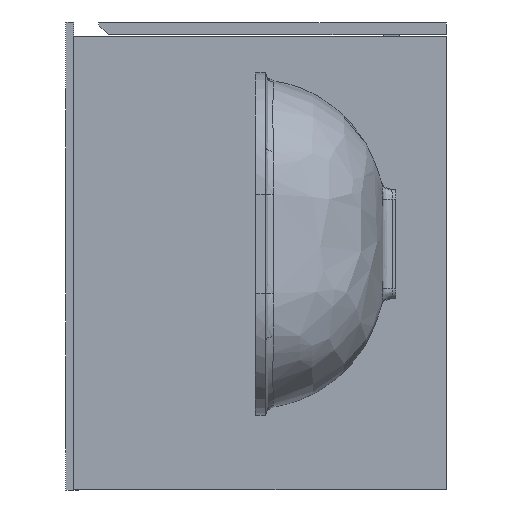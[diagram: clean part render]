
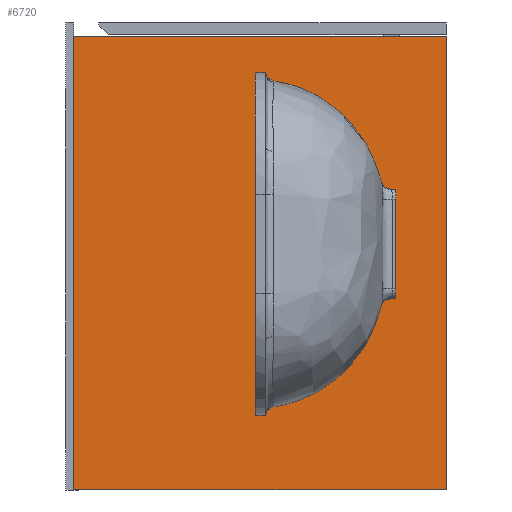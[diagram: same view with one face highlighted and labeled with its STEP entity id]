
A CAD part, left-side view. The second image highlights one B-rep face of the part: STEP entity #6720.
In plain terms, the highlighted planar face has unit normal (-1, 0, 0).
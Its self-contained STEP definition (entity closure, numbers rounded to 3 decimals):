
#2860 = EDGE_LOOP ( 'NONE', ( #27742, #4871, #16446, #18009 ) ) ;
#4871 = ORIENTED_EDGE ( 'NONE', *, *, #19814, .T. ) ;
#5432 = VECTOR ( 'NONE', #8116, 1000. ) ;
#6183 = VERTEX_POINT ( 'NONE', #11263 ) ;
#6398 = LINE ( 'NONE', #15559, #27519 ) ;
#6500 = LINE ( 'NONE', #15654, #18788 ) ;
#6720 = ADVANCED_FACE ( 'NONE', ( #17931 ), #17808, .F. ) ;
#8116 = DIRECTION ( 'NONE',  ( 0., 0., 1. ) ) ;
#9932 = LINE ( 'NONE', #19146, #21742 ) ;
#11263 = CARTESIAN_POINT ( 'NONE',  ( 2., 0., -15. ) ) ;
#12439 = EDGE_CURVE ( 'NONE', #28311, #6183, #6398, .T. ) ;
#13605 = CARTESIAN_POINT ( 'NONE',  ( 2., 0., -470. ) ) ;
#15559 = CARTESIAN_POINT ( 'NONE',  ( 2., 829.397, -15. ) ) ;
#15654 = CARTESIAN_POINT ( 'NONE',  ( 2., 829.397, -470. ) ) ;
#16446 = ORIENTED_EDGE ( 'NONE', *, *, #29819, .T. ) ;
#17769 = DIRECTION ( 'NONE',  ( 1., 0., 0. ) ) ;
#17799 = DIRECTION ( 'NONE',  ( 0., 0., -1. ) ) ;
#17808 = PLANE ( 'NONE',  #22693 ) ;
#17848 = CARTESIAN_POINT ( 'NONE',  ( 2., 829.397, -470. ) ) ;
#17931 = FACE_OUTER_BOUND ( 'NONE', #2860, .T. ) ;
#18009 = ORIENTED_EDGE ( 'NONE', *, *, #12439, .F. ) ;
#18573 = VERTEX_POINT ( 'NONE', #13605 ) ;
#18647 = CARTESIAN_POINT ( 'NONE',  ( 2., 374., -470. ) ) ;
#18788 = VECTOR ( 'NONE', #25048, 1000. ) ;
#19146 = CARTESIAN_POINT ( 'NONE',  ( 2., 374., -470. ) ) ;
#19470 = EDGE_CURVE ( 'NONE', #27469, #28311, #9932, .T. ) ;
#19598 = LINE ( 'NONE', #28872, #5432 ) ;
#19814 = EDGE_CURVE ( 'NONE', #27469, #18573, #6500, .T. ) ;
#21742 = VECTOR ( 'NONE', #28446, 1000. ) ;
#22570 = CARTESIAN_POINT ( 'NONE',  ( 2., 374., -15. ) ) ;
#22693 = AXIS2_PLACEMENT_3D ( 'NONE', #17848, #17769, #17799 ) ;
#24947 = DIRECTION ( 'NONE',  ( 0., -1., 0. ) ) ;
#25048 = DIRECTION ( 'NONE',  ( 0., -1., 0. ) ) ;
#27469 = VERTEX_POINT ( 'NONE', #18647 ) ;
#27519 = VECTOR ( 'NONE', #24947, 1000. ) ;
#27742 = ORIENTED_EDGE ( 'NONE', *, *, #19470, .F. ) ;
#28311 = VERTEX_POINT ( 'NONE', #22570 ) ;
#28446 = DIRECTION ( 'NONE',  ( 0., 0., 1. ) ) ;
#28872 = CARTESIAN_POINT ( 'NONE',  ( 2., 0., -470. ) ) ;
#29819 = EDGE_CURVE ( 'NONE', #18573, #6183, #19598, .T. ) ;
